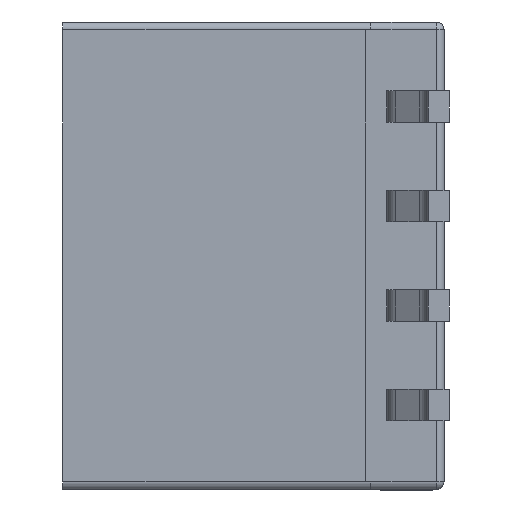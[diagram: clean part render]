
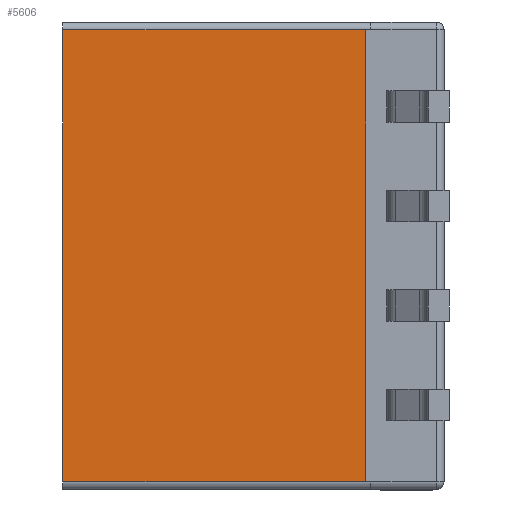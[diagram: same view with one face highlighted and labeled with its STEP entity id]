
A CAD part, left-side view. The second image highlights one B-rep face of the part: STEP entity #5606.
In plain terms, the highlighted planar face has unit normal (-1, 0, 0).
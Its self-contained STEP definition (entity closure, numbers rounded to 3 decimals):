
#279=PLANE('',#6066);
#600=FACE_OUTER_BOUND('',#916,.T.);
#916=EDGE_LOOP('',(#4645,#4646,#4647,#4648));
#1491=LINE('',#8448,#2117);
#1502=LINE('',#8477,#2128);
#1504=LINE('',#8482,#2130);
#1505=LINE('',#8483,#2131);
#2117=VECTOR('',#7037,10.);
#2128=VECTOR('',#7062,10.);
#2130=VECTOR('',#7068,10.);
#2131=VECTOR('',#7069,10.);
#2709=VERTEX_POINT('',#8445);
#2710=VERTEX_POINT('',#8447);
#2720=VERTEX_POINT('',#8474);
#2721=VERTEX_POINT('',#8476);
#3390=EDGE_CURVE('',#2709,#2710,#1491,.T.);
#3404=EDGE_CURVE('',#2721,#2720,#1502,.T.);
#3407=EDGE_CURVE('',#2710,#2720,#1504,.T.);
#3408=EDGE_CURVE('',#2709,#2721,#1505,.T.);
#4645=ORIENTED_EDGE('',*,*,#3407,.F.);
#4646=ORIENTED_EDGE('',*,*,#3390,.F.);
#4647=ORIENTED_EDGE('',*,*,#3408,.T.);
#4648=ORIENTED_EDGE('',*,*,#3404,.T.);
#5606=ADVANCED_FACE('',(#600),#279,.T.);
#6066=AXIS2_PLACEMENT_3D('',#8481,#7066,#7067);
#7037=DIRECTION('',(0.,-1.,0.));
#7062=DIRECTION('',(0.,-1.,0.));
#7066=DIRECTION('center_axis',(-1.,0.,0.));
#7067=DIRECTION('ref_axis',(0.,0.,
-1.));
#7068=DIRECTION('',(0.,0.,-1.));
#7069=DIRECTION('',(0.,0.,-1.));
#8445=CARTESIAN_POINT('',(-8.95,14.6,8.65));
#8447=CARTESIAN_POINT('',(-8.95,3.,8.65));
#8448=CARTESIAN_POINT('',(-8.95,14.6,8.65));
#8474=CARTESIAN_POINT('',(-8.95,3.,-8.65));
#8476=CARTESIAN_POINT('',(-8.95,14.6,-8.65));
#8477=CARTESIAN_POINT('',(-8.95,14.6,-8.65));
#8481=CARTESIAN_POINT('Origin',(-8.95,14.6,8.65));
#8482=CARTESIAN_POINT('',(-8.95,3.,-4.475));
#8483=CARTESIAN_POINT('',(-8.95,14.6,8.65));
